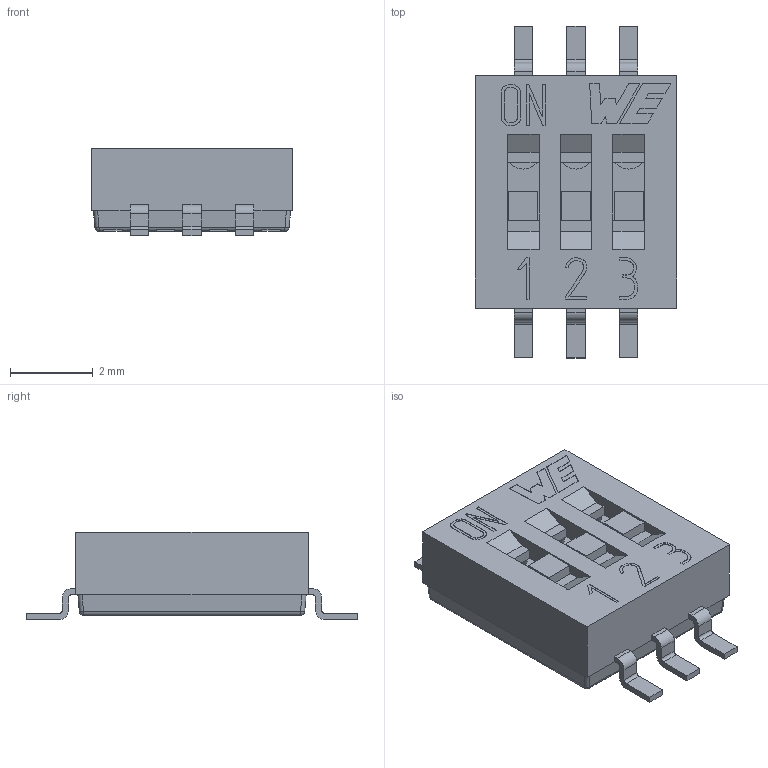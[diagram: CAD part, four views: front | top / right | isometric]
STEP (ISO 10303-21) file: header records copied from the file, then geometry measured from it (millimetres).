
FILE_DESCRIPTION( ( 'Unknown' ), '1' );
FILE_NAME( '416131160803.stp', 'Unknown', ( 'Unknown' ), ( 'Unknown' ), 'PSStep 14.0', 'Unknown', ' ' );
FILE_SCHEMA( ( 'AUTOMOTIVE_DESIGN { 1 0 10303 214 1 1 1 1 }' ) );
Length unit declared in the file: millimetre
Products named in the file (6): Assem1; base; pins; cap; clip
Bounding box: 4.85 x 8 x 2.1 mm (x, y, z)
Volume: 77.1 mm3; surface area: 429.6 mm2
Topology: 16 solids, 16 shells, 622 faces, 1688 edges, 1112 vertices
Faces by surface type: plane 538, cylinder 56, extrusion 20, sphere 8
Entity records: 10668 total; most frequent: CARTESIAN_POINT 1990, ORIENTED_EDGE 1412, DIRECTION 1222, EDGE_CURVE 706, VECTOR 594, LINE 584, VERTEX_POINT 468, AXIS2_PLACEMENT_3D 314
